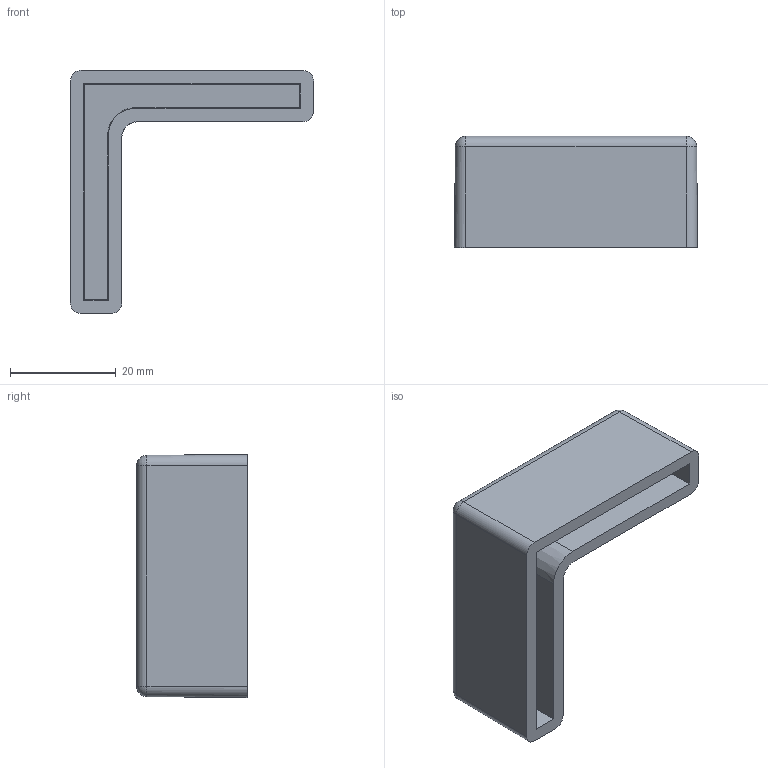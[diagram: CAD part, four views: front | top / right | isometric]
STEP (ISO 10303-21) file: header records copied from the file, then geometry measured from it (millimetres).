
FILE_DESCRIPTION (( 'STEP AP214' ), '1' );
FILE_NAME ('00715-Angle Iron Cap 40x40x5 Blk.STEP', '2019-03-26T21:17:58', ( '' ), ( '' ), 'SwSTEP 2.0', 'SolidWorks 2018', '' );
FILE_SCHEMA (( 'AUTOMOTIVE_DESIGN' ));
Length unit declared in the file: millimetre
Products named in the file (1): 00715-Angle Iron Cap 40x40x5 Blk
Bounding box: 46 x 21 x 46 mm (x, y, z)
Volume: 10153.2 mm3; surface area: 7873.7 mm2
Topology: 1 solids, 1 shells, 280 faces, 744 edges, 487 vertices
Faces by surface type: plane 164, bspline 97, cylinder 11, sphere 5, cone 2, torus 1
Entity records: 14097 total; most frequent: CARTESIAN_POINT 7795, ORIENTED_EDGE 1478, DIRECTION 930, EDGE_CURVE 739, VECTOR 518, LINE 518, VERTEX_POINT 487, EDGE_LOOP 306
